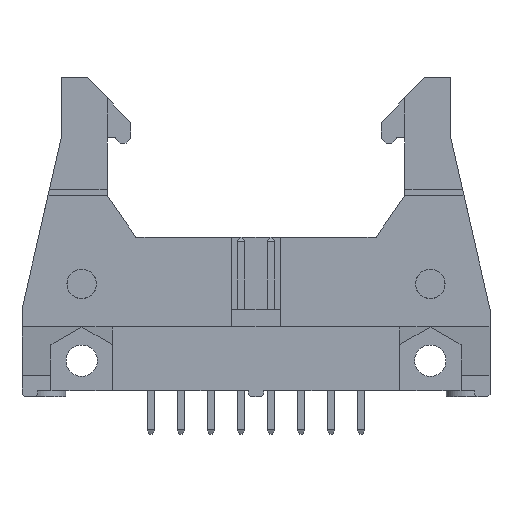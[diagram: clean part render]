
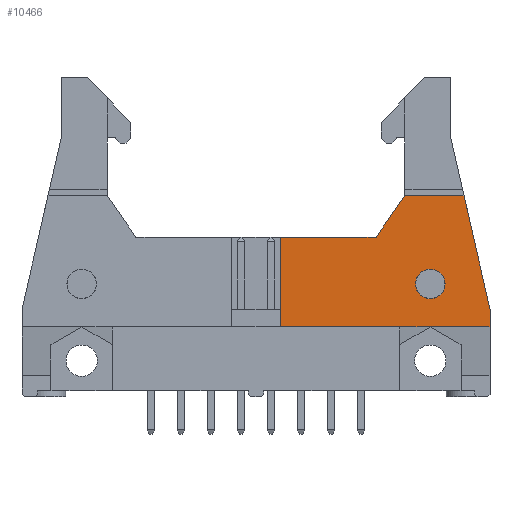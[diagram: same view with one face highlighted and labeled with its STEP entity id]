
A CAD part, front view. The second image highlights one B-rep face of the part: STEP entity #10466.
In plain terms, the highlighted planar face has unit normal (0, -1, 0).
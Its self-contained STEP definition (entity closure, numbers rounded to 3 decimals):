
#7987 = VERTEX_POINT('',#7988);
#7988 = CARTESIAN_POINT('',(19.8,-4.1,7.4));
#7994 = EDGE_CURVE('',#7987,#7995,#7997,.T.);
#7995 = VERTEX_POINT('',#7996);
#7996 = CARTESIAN_POINT('',(19.8,-4.1,5.9));
#7997 = LINE('',#7998,#7999);
#7998 = CARTESIAN_POINT('',(19.8,-4.1,7.4));
#7999 = VECTOR('',#8000,1.);
#8000 = DIRECTION('',(0.,0.,-1.));
#10367 = VERTEX_POINT('',#10368);
#10368 = CARTESIAN_POINT('',(14.75,-4.1,5.9));
#10374 = EDGE_CURVE('',#7995,#10367,#10375,.T.);
#10375 = LINE('',#10376,#10377);
#10376 = CARTESIAN_POINT('',(19.8,-4.1,5.9));
#10377 = VECTOR('',#10378,1.);
#10378 = DIRECTION('',(-1.,0.,0.));
#10466 = ADVANCED_FACE('',(#10467,#10525),#10536,.F.);
#10467 = FACE_BOUND('',#10468,.F.);
#10468 = EDGE_LOOP('',(#10469,#10470,#10478,#10486,#10494,#10502,#10510,
    #10518,#10524));
#10469 = ORIENTED_EDGE('',*,*,#10374,.T.);
#10470 = ORIENTED_EDGE('',*,*,#10471,.T.);
#10471 = EDGE_CURVE('',#10367,#10472,#10474,.T.);
#10472 = VERTEX_POINT('',#10473);
#10473 = CARTESIAN_POINT('',(12.15,-4.1,5.9));
#10474 = LINE('',#10475,#10476);
#10475 = CARTESIAN_POINT('',(19.8,-4.1,5.9));
#10476 = VECTOR('',#10477,1.);
#10477 = DIRECTION('',(-1.,0.,0.));
#10478 = ORIENTED_EDGE('',*,*,#10479,.T.);
#10479 = EDGE_CURVE('',#10472,#10480,#10482,.T.);
#10480 = VERTEX_POINT('',#10481);
#10481 = CARTESIAN_POINT('',(2.05,-4.1,5.9));
#10482 = LINE('',#10483,#10484);
#10483 = CARTESIAN_POINT('',(19.8,-4.1,5.9));
#10484 = VECTOR('',#10485,1.);
#10485 = DIRECTION('',(-1.,0.,0.));
#10486 = ORIENTED_EDGE('',*,*,#10487,.F.);
#10487 = EDGE_CURVE('',#10488,#10480,#10490,.T.);
#10488 = VERTEX_POINT('',#10489);
#10489 = CARTESIAN_POINT('',(2.05,-4.1,13.5));
#10490 = LINE('',#10491,#10492);
#10491 = CARTESIAN_POINT('',(2.05,-4.1,13.5));
#10492 = VECTOR('',#10493,1.);
#10493 = DIRECTION('',(0.,0.,-1.));
#10494 = ORIENTED_EDGE('',*,*,#10495,.T.);
#10495 = EDGE_CURVE('',#10488,#10496,#10498,.T.);
#10496 = VERTEX_POINT('',#10497);
#10497 = CARTESIAN_POINT('',(10.16,-4.1,13.5));
#10498 = LINE('',#10499,#10500);
#10499 = CARTESIAN_POINT('',(-10.16,-4.1,13.5));
#10500 = VECTOR('',#10501,1.);
#10501 = DIRECTION('',(1.,0.,0.));
#10502 = ORIENTED_EDGE('',*,*,#10503,.T.);
#10503 = EDGE_CURVE('',#10496,#10504,#10506,.T.);
#10504 = VERTEX_POINT('',#10505);
#10505 = CARTESIAN_POINT('',(12.6,-4.1,17.));
#10506 = LINE('',#10507,#10508);
#10507 = CARTESIAN_POINT('',(10.16,-4.1,13.5));
#10508 = VECTOR('',#10509,1.);
#10509 = DIRECTION('',(0.572,0.,0.82)
  );
#10510 = ORIENTED_EDGE('',*,*,#10511,.T.);
#10511 = EDGE_CURVE('',#10504,#10512,#10514,.T.);
#10512 = VERTEX_POINT('',#10513);
#10513 = CARTESIAN_POINT('',(17.6,-4.1,17.));
#10514 = LINE('',#10515,#10516);
#10515 = CARTESIAN_POINT('',(12.6,-4.1,17.));
#10516 = VECTOR('',#10517,1.);
#10517 = DIRECTION('',(1.,0.,0.));
#10518 = ORIENTED_EDGE('',*,*,#10519,.T.);
#10519 = EDGE_CURVE('',#10512,#7987,#10520,.T.);
#10520 = LINE('',#10521,#10522);
#10521 = CARTESIAN_POINT('',(17.6,-4.1,17.));
#10522 = VECTOR('',#10523,1.);
#10523 = DIRECTION('',(0.223,0.,
    -0.975));
#10524 = ORIENTED_EDGE('',*,*,#7994,.T.);
#10525 = FACE_BOUND('',#10526,.F.);
#10526 = EDGE_LOOP('',(#10527));
#10527 = ORIENTED_EDGE('',*,*,#10528,.T.);
#10528 = EDGE_CURVE('',#10529,#10529,#10531,.T.);
#10529 = VERTEX_POINT('',#10530);
#10530 = CARTESIAN_POINT('',(16.,-4.1,9.54));
#10531 = CIRCLE('',#10532,1.25);
#10532 = AXIS2_PLACEMENT_3D('',#10533,#10534,#10535);
#10533 = CARTESIAN_POINT('',(14.75,-4.1,9.54));
#10534 = DIRECTION('',(0.,-1.,0.));
#10535 = DIRECTION('',(1.,0.,0.));
#10536 = PLANE('',#10537);
#10537 = AXIS2_PLACEMENT_3D('',#10538,#10539,#10540);
#10538 = CARTESIAN_POINT('',(-0.65,-4.1,0.5));
#10539 = DIRECTION('',(0.,1.,0.));
#10540 = DIRECTION('',(0.,0.,1.));
